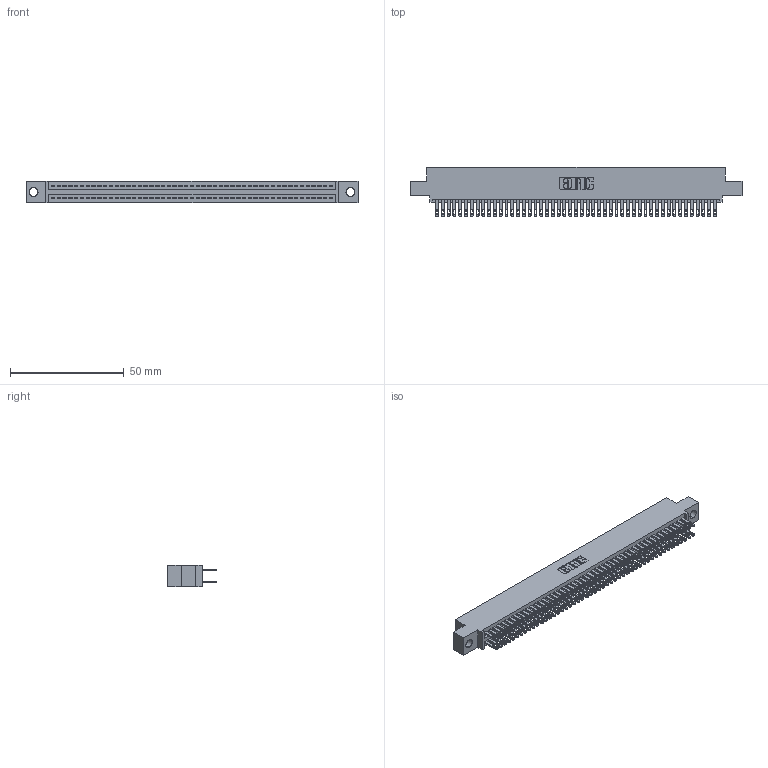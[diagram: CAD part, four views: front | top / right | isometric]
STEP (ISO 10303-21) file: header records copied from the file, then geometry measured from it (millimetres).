
FILE_DESCRIPTION (( 'STEP AP203' ), '1' );
FILE_NAME ('345-098-500-504.STEP', '2018-10-05T07:42:53', ( '' ), ( '' ), 'SwSTEP 2.0', 'SolidWorks 2016', '' );
FILE_SCHEMA (( 'CONFIG_CONTROL_DESIGN' ));
Length unit declared in the file: inch
Products named in the file (3): 345 Part_0.110 Offset - 0.156 Dia-TH; 345-292-001_345-293-100; 345-098-500-504
Assembly tree (99 placements, depth 2):
  345-098-500-504
    345 Part_0.110 Offset - 0.156 Dia-TH
    345-292-001_345-293-100  x98
Bounding box: 145.67 x 21.51 x 9.4 mm (x, y, z)
Volume: 14353.7 mm3; surface area: 22260.2 mm2
Topology: 99 solids, 99 shells, 4638 faces, 14171 edges, 9446 vertices
Faces by surface type: plane 2730, cylinder 1908
Entity records: 37569 total; most frequent: CARTESIAN_POINT 6292, ORIENTED_EDGE 6226, DIRECTION 5541, EDGE_CURVE 3113, VECTOR 2781, LINE 2781, VERTEX_POINT 2074, AXIS2_PLACEMENT_3D 1380
